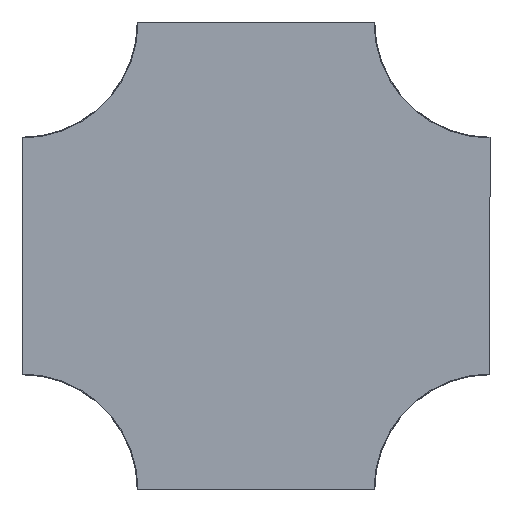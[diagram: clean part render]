
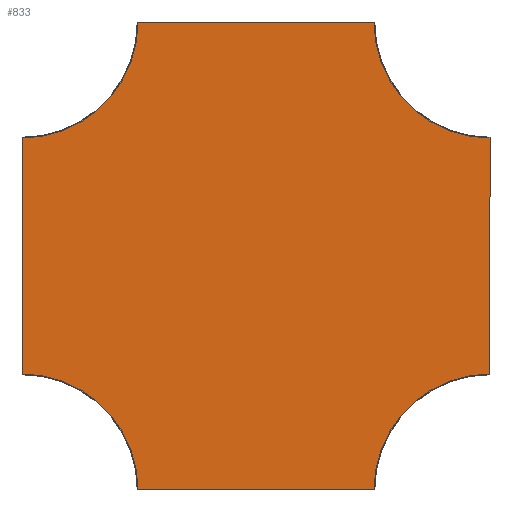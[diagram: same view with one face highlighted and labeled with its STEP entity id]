
A CAD part, front view. The second image highlights one B-rep face of the part: STEP entity #833.
In plain terms, the highlighted planar face has unit normal (0, -1, 0).
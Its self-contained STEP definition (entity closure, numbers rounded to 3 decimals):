
#1 = VECTOR ( 'NONE', #937, 1000. ) ;
#25 = EDGE_LOOP ( 'NONE', ( #858, #762, #427, #1190, #779, #131, #781, #897 ) ) ;
#41 = VECTOR ( 'NONE', #954, 1000. ) ;
#69 = CARTESIAN_POINT ( 'NONE',  ( 600., -1., -902.5 ) ) ;
#107 = CARTESIAN_POINT ( 'NONE',  ( 302.5, -1., 0. ) ) ;
#131 = ORIENTED_EDGE ( 'NONE', *, *, #782, .F. ) ;
#172 = CIRCLE ( 'NONE', #454, 297.5 ) ;
#223 = LINE ( 'NONE', #653, #41 ) ;
#278 = CARTESIAN_POINT ( 'NONE',  ( 302.5, -1., -1200. ) ) ;
#303 = CIRCLE ( 'NONE', #432, 297.5 ) ;
#318 = AXIS2_PLACEMENT_3D ( 'NONE', #1294, #904, #901 ) ;
#321 = CIRCLE ( 'NONE', #449, 297.5 ) ;
#376 = CIRCLE ( 'NONE', #447, 297.5 ) ;
#403 = FACE_OUTER_BOUND ( 'NONE', #25, .T. ) ;
#407 = EDGE_CURVE ( 'NONE', #840, #1480, #633, .T. ) ;
#423 = CARTESIAN_POINT ( 'NONE',  ( -302.5, -1., -1200. ) ) ;
#427 = ORIENTED_EDGE ( 'NONE', *, *, #751, .F. ) ;
#432 = AXIS2_PLACEMENT_3D ( 'NONE', #859, #822, #817 ) ;
#447 = AXIS2_PLACEMENT_3D ( 'NONE', #624, #649, #701 ) ;
#449 = AXIS2_PLACEMENT_3D ( 'NONE', #1230, #1237, #1469 ) ;
#454 = AXIS2_PLACEMENT_3D ( 'NONE', #1079, #1092, #1099 ) ;
#552 = CARTESIAN_POINT ( 'NONE',  ( -302.5, -1., -1200. ) ) ;
#621 = LINE ( 'NONE', #1227, #655 ) ;
#624 = CARTESIAN_POINT ( 'NONE',  ( -600., -1., -1200. ) ) ;
#633 = LINE ( 'NONE', #69, #697 ) ;
#649 = DIRECTION ( 'NONE',  ( 0., 1., 0. ) ) ;
#653 = CARTESIAN_POINT ( 'NONE',  ( -600., -1., -297.5 ) ) ;
#655 = VECTOR ( 'NONE', #962, 1000. ) ;
#678 = LINE ( 'NONE', #423, #1 ) ;
#697 = VECTOR ( 'NONE', #1400, 1000. ) ;
#701 = DIRECTION ( 'NONE',  ( 0., 0., -1. ) ) ;
#720 = VERTEX_POINT ( 'NONE', #1223 ) ;
#749 = EDGE_CURVE ( 'NONE', #840, #903, #172, .T. ) ;
#751 = EDGE_CURVE ( 'NONE', #799, #720, #321, .T. ) ;
#762 = ORIENTED_EDGE ( 'NONE', *, *, #1332, .T. ) ;
#764 = EDGE_CURVE ( 'NONE', #1510, #799, #223, .T. ) ;
#769 = EDGE_CURVE ( 'NONE', #1510, #1433, #376, .T. ) ;
#779 = ORIENTED_EDGE ( 'NONE', *, *, #769, .T. ) ;
#781 = ORIENTED_EDGE ( 'NONE', *, *, #808, .F. ) ;
#782 = EDGE_CURVE ( 'NONE', #865, #1433, #678, .T. ) ;
#799 = VERTEX_POINT ( 'NONE', #847 ) ;
#808 = EDGE_CURVE ( 'NONE', #1480, #865, #303, .T. ) ;
#817 = DIRECTION ( 'NONE',  ( 0., 0., -1. ) ) ;
#822 = DIRECTION ( 'NONE',  ( 0., -1., 0. ) ) ;
#833 = ADVANCED_FACE ( 'NONE', ( #403 ), #1266, .T. ) ;
#840 = VERTEX_POINT ( 'NONE', #1276 ) ;
#847 = CARTESIAN_POINT ( 'NONE',  ( -600., -1., -297.5 ) ) ;
#858 = ORIENTED_EDGE ( 'NONE', *, *, #749, .T. ) ;
#859 = CARTESIAN_POINT ( 'NONE',  ( 600., -1., -1200. ) ) ;
#865 = VERTEX_POINT ( 'NONE', #278 ) ;
#897 = ORIENTED_EDGE ( 'NONE', *, *, #407, .F. ) ;
#901 = DIRECTION ( 'NONE',  ( 0., 0., -1. ) ) ;
#903 = VERTEX_POINT ( 'NONE', #107 ) ;
#904 = DIRECTION ( 'NONE',  ( 0., -1., 0. ) ) ;
#937 = DIRECTION ( 'NONE',  ( -1., 0., 0. ) ) ;
#954 = DIRECTION ( 'NONE',  ( 0., 0., 1. ) ) ;
#962 = DIRECTION ( 'NONE',  ( -1., 0., 0. ) ) ;
#1079 = CARTESIAN_POINT ( 'NONE',  ( 600., -1., 0. ) ) ;
#1092 = DIRECTION ( 'NONE',  ( 0., 1., 0. ) ) ;
#1099 = DIRECTION ( 'NONE',  ( 0., 0., 1. ) ) ;
#1133 = CARTESIAN_POINT ( 'NONE',  ( 600., -1., -902.5 ) ) ;
#1188 = CARTESIAN_POINT ( 'NONE',  ( -600., -1., -902.5 ) ) ;
#1190 = ORIENTED_EDGE ( 'NONE', *, *, #764, .F. ) ;
#1223 = CARTESIAN_POINT ( 'NONE',  ( -302.5, -1., 0. ) ) ;
#1227 = CARTESIAN_POINT ( 'NONE',  ( -302.5, -1., 0. ) ) ;
#1230 = CARTESIAN_POINT ( 'NONE',  ( -600., -1., 0. ) ) ;
#1237 = DIRECTION ( 'NONE',  ( 0., -1., 0. ) ) ;
#1266 = PLANE ( 'NONE',  #318 ) ;
#1276 = CARTESIAN_POINT ( 'NONE',  ( 600., -1., -297.5 ) ) ;
#1294 = CARTESIAN_POINT ( 'NONE',  ( -600., -1., -297.5 ) ) ;
#1332 = EDGE_CURVE ( 'NONE', #903, #720, #621, .T. ) ;
#1400 = DIRECTION ( 'NONE',  ( 0., 0., -1. ) ) ;
#1433 = VERTEX_POINT ( 'NONE', #552 ) ;
#1469 = DIRECTION ( 'NONE',  ( 0., 0., 1. ) ) ;
#1480 = VERTEX_POINT ( 'NONE', #1133 ) ;
#1510 = VERTEX_POINT ( 'NONE', #1188 ) ;
